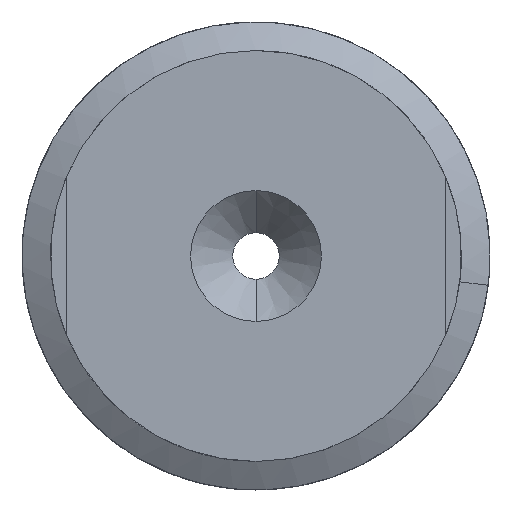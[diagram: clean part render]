
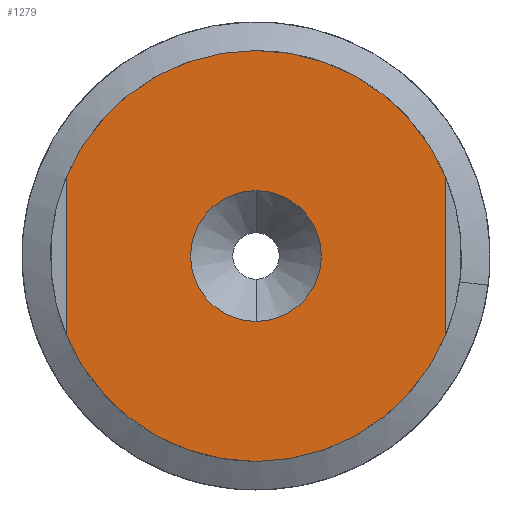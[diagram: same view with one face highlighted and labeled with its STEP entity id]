
A CAD part, front view. The second image highlights one B-rep face of the part: STEP entity #1279.
In plain terms, the highlighted planar face has unit normal (0, -1, 0).
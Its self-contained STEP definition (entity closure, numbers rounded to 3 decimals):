
#63 = DIRECTION ( 'NONE',  ( 0., 1., 0. ) ) ;
#67 = CIRCLE ( 'NONE', #976, 4.872 ) ;
#107 = CARTESIAN_POINT ( 'NONE',  ( 0., 0., 0. ) ) ;
#122 = DIRECTION ( 'NONE',  ( 0., 1., 0. ) ) ;
#157 = VERTEX_POINT ( 'NONE', #323 ) ;
#165 = FACE_BOUND ( 'NONE', #1101, .T. ) ;
#174 = EDGE_CURVE ( 'NONE', #279, #510, #67, .T. ) ;
#184 = CIRCLE ( 'NONE', #1083, 4.872 ) ;
#240 = EDGE_CURVE ( 'NONE', #1163, #1124, #1336, .T. ) ;
#247 = DIRECTION ( 'NONE',  ( 0., 0., 1. ) ) ;
#271 = CARTESIAN_POINT ( 'NONE',  ( -4.5, 0., 3.579 ) ) ;
#279 = VERTEX_POINT ( 'NONE', #486 ) ;
#283 = VERTEX_POINT ( 'NONE', #493 ) ;
#323 = CARTESIAN_POINT ( 'NONE',  ( 0., 0., -1.55 ) ) ;
#336 = AXIS2_PLACEMENT_3D ( 'NONE', #1120, #644, #515 ) ;
#340 = DIRECTION ( 'NONE',  ( 0., 0., 1. ) ) ;
#395 = CARTESIAN_POINT ( 'NONE',  ( 0., 0., 0. ) ) ;
#400 = DIRECTION ( 'NONE',  ( 0., 0., 1. ) ) ;
#405 = DIRECTION ( 'NONE',  ( 0., 0., 1. ) ) ;
#423 = CARTESIAN_POINT ( 'NONE',  ( 4.5, 0., 1.867 ) ) ;
#457 = CIRCLE ( 'NONE', #882, 1.55 ) ;
#486 = CARTESIAN_POINT ( 'NONE',  ( -4.5, 0., 1.867 ) ) ;
#493 = CARTESIAN_POINT ( 'NONE',  ( 0., 0., 1.55 ) ) ;
#503 = VECTOR ( 'NONE', #1453, 1000. ) ;
#509 = VERTEX_POINT ( 'NONE', #423 ) ;
#510 = VERTEX_POINT ( 'NONE', #796 ) ;
#515 = DIRECTION ( 'NONE',  ( 0., 0., 1. ) ) ;
#520 = EDGE_CURVE ( 'NONE', #279, #599, #884, .T. ) ;
#521 = DIRECTION ( 'NONE',  ( 0., 1., 0. ) ) ;
#533 = ORIENTED_EDGE ( 'NONE', *, *, #1025, .T. ) ;
#535 = ORIENTED_EDGE ( 'NONE', *, *, #757, .F. ) ;
#540 = CARTESIAN_POINT ( 'NONE',  ( 4.5, 0., -1.867 ) ) ;
#546 = PLANE ( 'NONE',  #1512 ) ;
#555 = ORIENTED_EDGE ( 'NONE', *, *, #874, .T. ) ;
#571 = DIRECTION ( 'NONE',  ( 0., 0., 1. ) ) ;
#599 = VERTEX_POINT ( 'NONE', #1001 ) ;
#644 = DIRECTION ( 'NONE',  ( 0., 1., 0. ) ) ;
#695 = EDGE_CURVE ( 'NONE', #1163, #509, #972, .T. ) ;
#721 = DIRECTION ( 'NONE',  ( 0., 1., 0. ) ) ;
#749 = CARTESIAN_POINT ( 'NONE',  ( 0., 0., -4.872 ) ) ;
#757 = EDGE_CURVE ( 'NONE', #1124, #599, #1237, .T. ) ;
#796 = CARTESIAN_POINT ( 'NONE',  ( 0., 0., 4.872 ) ) ;
#856 = ORIENTED_EDGE ( 'NONE', *, *, #174, .F. ) ;
#874 = EDGE_CURVE ( 'NONE', #157, #283, #1647, .T. ) ;
#882 = AXIS2_PLACEMENT_3D ( 'NONE', #107, #1664, #247 ) ;
#884 = LINE ( 'NONE', #271, #503 ) ;
#911 = ORIENTED_EDGE ( 'NONE', *, *, #240, .F. ) ;
#917 = FACE_OUTER_BOUND ( 'NONE', #1543, .T. ) ;
#972 = LINE ( 'NONE', #1470, #1592 ) ;
#975 = DIRECTION ( 'NONE',  ( 0., 0., 1. ) ) ;
#976 = AXIS2_PLACEMENT_3D ( 'NONE', #1099, #721, #1627 ) ;
#977 = CARTESIAN_POINT ( 'NONE',  ( 0., 0., 0. ) ) ;
#1001 = CARTESIAN_POINT ( 'NONE',  ( -4.5, 0., -1.867 ) ) ;
#1025 = EDGE_CURVE ( 'NONE', #283, #157, #457, .T. ) ;
#1036 = CARTESIAN_POINT ( 'NONE',  ( 0., 0., 0. ) ) ;
#1083 = AXIS2_PLACEMENT_3D ( 'NONE', #1036, #122, #400 ) ;
#1099 = CARTESIAN_POINT ( 'NONE',  ( 0., 0., 0. ) ) ;
#1101 = EDGE_LOOP ( 'NONE', ( #555, #533 ) ) ;
#1120 = CARTESIAN_POINT ( 'NONE',  ( 0., 0., 0. ) ) ;
#1124 = VERTEX_POINT ( 'NONE', #749 ) ;
#1163 = VERTEX_POINT ( 'NONE', #540 ) ;
#1229 = CARTESIAN_POINT ( 'NONE',  ( 0., 0., 0. ) ) ;
#1237 = CIRCLE ( 'NONE', #1613, 4.872 ) ;
#1279 = ADVANCED_FACE ( 'NONE', ( #165, #917 ), #546, .F. ) ;
#1296 = EDGE_CURVE ( 'NONE', #510, #509, #184, .T. ) ;
#1336 = CIRCLE ( 'NONE', #1455, 4.872 ) ;
#1453 = DIRECTION ( 'NONE',  ( 0., 0., -1. ) ) ;
#1455 = AXIS2_PLACEMENT_3D ( 'NONE', #1229, #1505, #975 ) ;
#1470 = CARTESIAN_POINT ( 'NONE',  ( 4.5, 0., 3.579 ) ) ;
#1485 = ORIENTED_EDGE ( 'NONE', *, *, #695, .T. ) ;
#1505 = DIRECTION ( 'NONE',  ( 0., 1., 0. ) ) ;
#1512 = AXIS2_PLACEMENT_3D ( 'NONE', #395, #521, #405 ) ;
#1543 = EDGE_LOOP ( 'NONE', ( #1485, #1546, #856, #1677, #535, #911 ) ) ;
#1546 = ORIENTED_EDGE ( 'NONE', *, *, #1296, .F. ) ;
#1592 = VECTOR ( 'NONE', #571, 1000. ) ;
#1613 = AXIS2_PLACEMENT_3D ( 'NONE', #977, #63, #340 ) ;
#1627 = DIRECTION ( 'NONE',  ( 0., 0., 1. ) ) ;
#1647 = CIRCLE ( 'NONE', #336, 1.55 ) ;
#1664 = DIRECTION ( 'NONE',  ( 0., 1., 0. ) ) ;
#1677 = ORIENTED_EDGE ( 'NONE', *, *, #520, .T. ) ;
